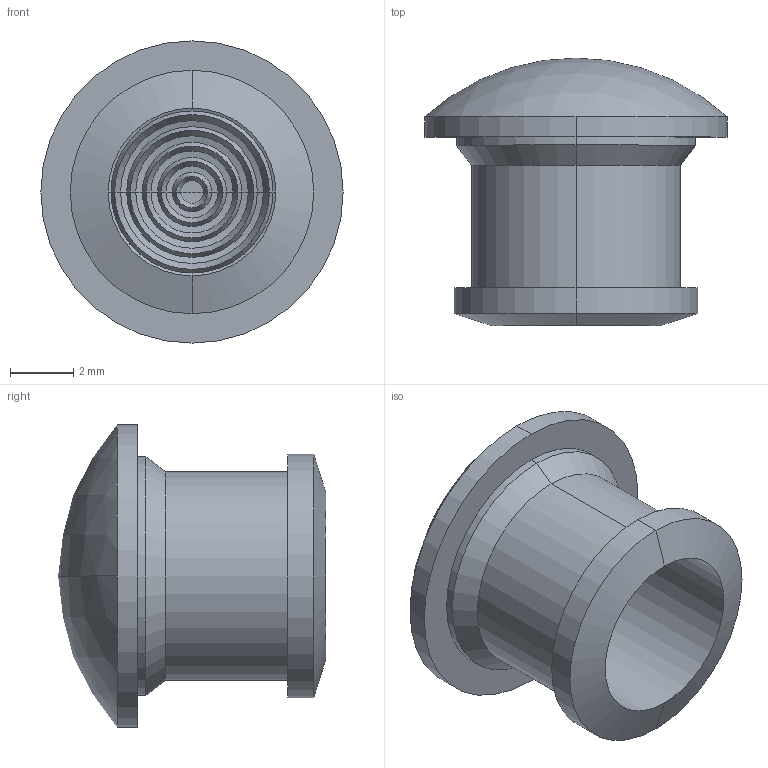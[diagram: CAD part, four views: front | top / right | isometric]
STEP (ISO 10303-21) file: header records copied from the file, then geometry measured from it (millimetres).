
FILE_DESCRIPTION (( 'STEP AP203' ), '1' );
FILE_NAME ('474x.STEP', '2016-04-05T23:17:04', ( '' ), ( '' ), 'SwSTEP 2.0', 'SolidWorks 2014', '' );
FILE_SCHEMA (( 'CONFIG_CONTROL_DESIGN' ));
Length unit declared in the file: inch
Products named in the file (1): 474x
Bounding box: 9.53 x 8.43 x 9.53 mm (x, y, z)
Volume: 172.6 mm3; surface area: 440.9 mm2
Topology: 1 solids, 1 shells, 50 faces, 102 edges, 56 vertices
Faces by surface type: cone 24, sphere 14, cylinder 10, plane 2
Entity records: 1385 total; most frequent: DIRECTION 272, CARTESIAN_POINT 209, ORIENTED_EDGE 204, AXIS2_PLACEMENT_3D 119, EDGE_CURVE 102, CIRCLE 68, VERTEX_POINT 56, EDGE_LOOP 52
